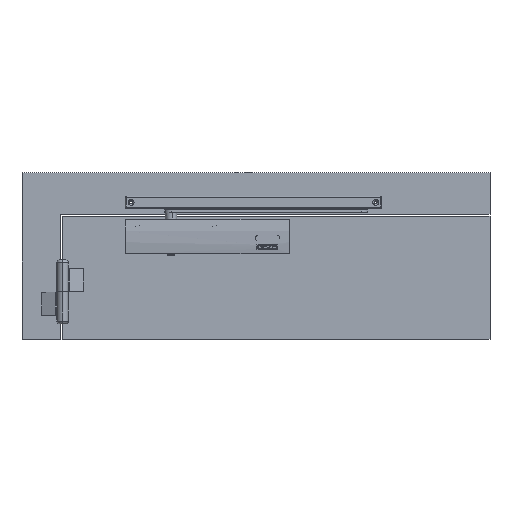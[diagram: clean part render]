
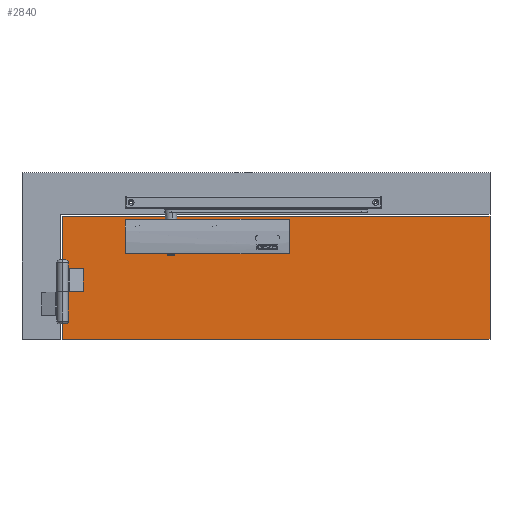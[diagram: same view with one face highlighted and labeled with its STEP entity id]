
A CAD part, top view. The second image highlights one B-rep face of the part: STEP entity #2840.
In plain terms, the highlighted planar face has unit normal (0, 0, 1).
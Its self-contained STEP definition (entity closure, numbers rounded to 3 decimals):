
#1410=CARTESIAN_POINT('',(-20.458,222.598,-322.5
));
#1420=DIRECTION('',(-0.,0.,1.));
#1430=DIRECTION('',(0.,-1.,0.));
#1440=AXIS2_PLACEMENT_3D('',#1410,#1420,#1430);
#1450=PLANE('',#1440);
#1460=CARTESIAN_POINT('',(-20.458,-93.65,
-322.5));
#1470=DIRECTION('',(1.,0.,0.));
#1480=VECTOR('',#1470,1.);
#1490=LINE('',#1460,#1480);
#1500=CARTESIAN_POINT('',(-206.458,-93.65,
-322.5));
#1510=VERTEX_POINT('',#1500);
#1520=CARTESIAN_POINT('',(-174.458,-93.65,
-322.5));
#1530=VERTEX_POINT('',#1520);
#1540=EDGE_CURVE('',#1510,#1530,#1490,.T.);
#1550=ORIENTED_EDGE('',*,*,#1540,.F.);
#1560=CARTESIAN_POINT('',(-174.458,44.548,
-322.5));
#1570=DIRECTION('',(0.,1.,0.));
#1580=VECTOR('',#1570,1.);
#1590=LINE('',#1560,#1580);
#1600=CARTESIAN_POINT('',(-174.458,-53.65,
-322.5));
#1610=VERTEX_POINT('',#1600);
#1620=EDGE_CURVE('',#1530,#1610,#1590,.T.);
#1630=ORIENTED_EDGE('',*,*,#1620,.F.);
#1640=CARTESIAN_POINT('',(-20.458,-53.65,
-322.5));
#1650=DIRECTION('',(-1.,0.,0.));
#1660=VECTOR('',#1650,1.);
#1670=LINE('',#1640,#1660);
#1680=CARTESIAN_POINT('',(-206.458,-53.65,
-322.5));
#1690=VERTEX_POINT('',#1680);
#1700=EDGE_CURVE('',#1610,#1690,#1670,.T.);
#1710=ORIENTED_EDGE('',*,*,#1700,.F.);
#1720=CARTESIAN_POINT('',(-206.458,44.548,
-322.5));
#1730=DIRECTION('',(0.,-1.,0.));
#1740=VECTOR('',#1730,1.);
#1750=LINE('',#1720,#1740);
#1760=EDGE_CURVE('',#1690,#1510,#1750,.T.);
#1770=ORIENTED_EDGE('',*,*,#1760,.F.);
#1780=EDGE_LOOP('',(#1770,#1710,#1630,#1550));
#1790=FACE_BOUND('',#1780,.T.);
#1800=CARTESIAN_POINT('',(-100.158,-27.852,
-322.5));
#1810=DIRECTION('',(0.,0.,-1.));
#1820=DIRECTION('',(-1.,0.,0.));
#1830=AXIS2_PLACEMENT_3D('',#1800,#1810,#1820);
#1840=CIRCLE('',#1830,0.3);
#1850=CARTESIAN_POINT('',(-100.158,-28.152,
-322.5));
#1860=VERTEX_POINT('',#1850);
#1870=CARTESIAN_POINT('',(-100.458,-27.852,
-322.5));
#1880=VERTEX_POINT('',#1870);
#1890=EDGE_CURVE('',#1860,#1880,#1840,.T.);
#1900=ORIENTED_EDGE('',*,*,#1890,.T.);
#1910=CARTESIAN_POINT('',(-20.458,-28.152,
-322.5));
#1920=DIRECTION('',(1.,0.,0.));
#1930=VECTOR('',#1920,1.);
#1940=LINE('',#1910,#1930);
#1950=CARTESIAN_POINT('',(186.242,-28.152,
-322.5));
#1960=VERTEX_POINT('',#1950);
#1970=EDGE_CURVE('',#1860,#1960,#1940,.T.);
#1980=ORIENTED_EDGE('',*,*,#1970,.F.);
#1990=CARTESIAN_POINT('',(186.242,-27.852,
-322.5));
#2000=DIRECTION('',(0.,0.,-1.));
#2010=DIRECTION('',(-1.,0.,0.));
#2020=AXIS2_PLACEMENT_3D('',#1990,#2000,#2010);
#2030=CIRCLE('',#2020,0.3);
#2040=CARTESIAN_POINT('',(186.542,-27.852,
-322.5));
#2050=VERTEX_POINT('',#2040);
#2060=EDGE_CURVE('',#2050,#1960,#2030,.T.);
#2070=ORIENTED_EDGE('',*,*,#2060,.T.);
#2080=CARTESIAN_POINT('',(186.542,44.548,
-322.5));
#2090=DIRECTION('',(0.,1.,0.));
#2100=VECTOR('',#2090,1.);
#2110=LINE('',#2080,#2100);
#2120=CARTESIAN_POINT('',(186.542,31.548,
-322.5));
#2130=VERTEX_POINT('',#2120);
#2140=EDGE_CURVE('',#2050,#2130,#2110,.T.);
#2150=ORIENTED_EDGE('',*,*,#2140,.F.);
#2160=CARTESIAN_POINT('',(186.242,31.548,
-322.5));
#2170=DIRECTION('',(0.,0.,-1.));
#2180=DIRECTION('',(-1.,0.,0.));
#2190=AXIS2_PLACEMENT_3D('',#2160,#2170,#2180);
#2200=CIRCLE('',#2190,0.3);
#2210=CARTESIAN_POINT('',(186.242,31.848,
-322.5));
#2220=VERTEX_POINT('',#2210);
#2230=EDGE_CURVE('',#2220,#2130,#2200,.T.);
#2240=ORIENTED_EDGE('',*,*,#2230,.T.);
#2250=CARTESIAN_POINT('',(-20.458,31.848,
-322.5));
#2260=DIRECTION('',(-1.,0.,0.));
#2270=VECTOR('',#2260,1.);
#2280=LINE('',#2250,#2270);
#2290=CARTESIAN_POINT('',(-100.158,31.848,
-322.5));
#2300=VERTEX_POINT('',#2290);
#2310=EDGE_CURVE('',#2220,#2300,#2280,.T.);
#2320=ORIENTED_EDGE('',*,*,#2310,.F.);
#2330=CARTESIAN_POINT('',(-100.158,31.548,
-322.5));
#2340=DIRECTION('',(0.,0.,-1.));
#2350=DIRECTION('',(-1.,0.,0.));
#2360=AXIS2_PLACEMENT_3D('',#2330,#2340,#2350);
#2370=CIRCLE('',#2360,0.3);
#2380=CARTESIAN_POINT('',(-100.458,31.548,
-322.5));
#2390=VERTEX_POINT('',#2380);
#2400=EDGE_CURVE('',#2390,#2300,#2370,.T.);
#2410=ORIENTED_EDGE('',*,*,#2400,.T.);
#2420=CARTESIAN_POINT('',(-100.458,44.548,
-322.5));
#2430=DIRECTION('',(0.,-1.,0.));
#2440=VECTOR('',#2430,1.);
#2450=LINE('',#2420,#2440);
#2460=EDGE_CURVE('',#2390,#1880,#2450,.T.);
#2470=ORIENTED_EDGE('',*,*,#2460,.F.);
#2480=EDGE_LOOP('',(#2470,#2410,#2320,#2240,#2150,#2070,#1980,#1900));
#2490=FACE_BOUND('',#2480,.T.);
#2500=CARTESIAN_POINT('',(538.042,44.548,
-322.5));
#2510=DIRECTION('',(0.,1.,0.));
#2520=VECTOR('',#2510,1.);
#2530=LINE('',#2500,#2520);
#2540=CARTESIAN_POINT('',(538.042,-177.402,-322.5
));
#2550=VERTEX_POINT('',#2540);
#2560=CARTESIAN_POINT('',(538.042,37.998,
-322.5));
#2570=VERTEX_POINT('',#2560);
#2580=EDGE_CURVE('',#2550,#2570,#2530,.T.);
#2590=ORIENTED_EDGE('',*,*,#2580,.T.);
#2600=CARTESIAN_POINT('',(-20.458,-177.402,
-322.5));
#2610=DIRECTION('',(-1.,0.,0.));
#2620=VECTOR('',#2610,1.);
#2630=LINE('',#2600,#2620);
#2640=CARTESIAN_POINT('',(-210.458,-177.402,
-322.5));
#2650=VERTEX_POINT('',#2640);
#2660=EDGE_CURVE('',#2550,#2650,#2630,.T.);
#2670=ORIENTED_EDGE('',*,*,#2660,.F.);
#2680=CARTESIAN_POINT('',(-210.458,44.548,
-322.5));
#2690=DIRECTION('',(0.,-1.,0.));
#2700=VECTOR('',#2690,1.);
#2710=LINE('',#2680,#2700);
#2720=CARTESIAN_POINT('',(-210.458,37.998,
-322.5));
#2730=VERTEX_POINT('',#2720);
#2740=EDGE_CURVE('',#2730,#2650,#2710,.T.);
#2750=ORIENTED_EDGE('',*,*,#2740,.T.);
#2760=CARTESIAN_POINT('',(-20.458,37.998,
-322.5));
#2770=DIRECTION('',(-1.,0.,0.));
#2780=VECTOR('',#2770,1.);
#2790=LINE('',#2760,#2780);
#2800=EDGE_CURVE('',#2570,#2730,#2790,.T.);
#2810=ORIENTED_EDGE('',*,*,#2800,.T.);
#2820=EDGE_LOOP('',(#2810,#2750,#2670,#2590));
#2830=FACE_OUTER_BOUND('',#2820,.T.);
#2840=ADVANCED_FACE('',(#1790,#2490,#2830),#1450,.T.);
